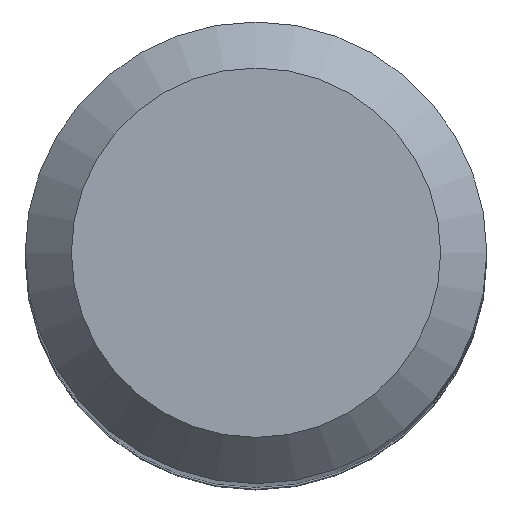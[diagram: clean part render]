
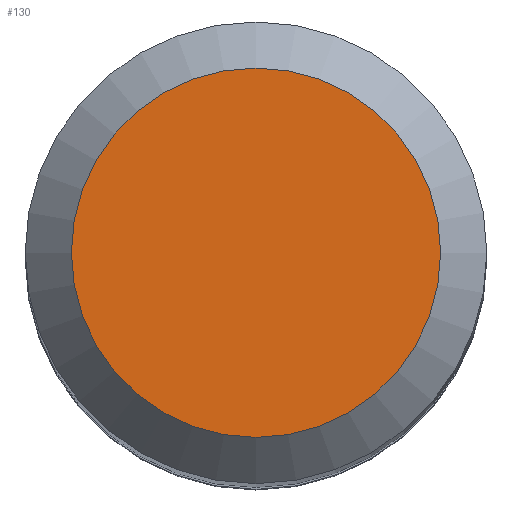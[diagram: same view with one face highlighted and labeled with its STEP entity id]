
A CAD part, top view. The second image highlights one B-rep face of the part: STEP entity #130.
In plain terms, the highlighted planar face has unit normal (0, 0, 1).
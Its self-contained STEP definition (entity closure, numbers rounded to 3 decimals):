
#5 = PLANE ( 'NONE',  #78 ) ;
#21 = CARTESIAN_POINT ( 'NONE',  ( 0., 0., 80. ) ) ;
#48 = EDGE_LOOP ( 'NONE', ( #145 ) ) ;
#78 = AXIS2_PLACEMENT_3D ( 'NONE', #21, #141, #194 ) ;
#84 = AXIS2_PLACEMENT_3D ( 'NONE', #137, #225, #168 ) ;
#130 = ADVANCED_FACE ( 'NONE', ( #138 ), #5, .F. ) ;
#131 = VERTEX_POINT ( 'NONE', #226 ) ;
#137 = CARTESIAN_POINT ( 'NONE',  ( 0., 0., 80. ) ) ;
#138 = FACE_OUTER_BOUND ( 'NONE', #48, .T. ) ;
#141 = DIRECTION ( 'NONE',  ( 0., 0., -1. ) ) ;
#145 = ORIENTED_EDGE ( 'NONE', *, *, #163, .F. ) ;
#163 = EDGE_CURVE ( 'NONE', #131, #131, #232, .T. ) ;
#168 = DIRECTION ( 'NONE',  ( 0., 1., 0. ) ) ;
#194 = DIRECTION ( 'NONE',  ( 0., 1., 0. ) ) ;
#225 = DIRECTION ( 'NONE',  ( 0., 0., -1. ) ) ;
#226 = CARTESIAN_POINT ( 'NONE',  ( 0., 4., 80. ) ) ;
#232 = CIRCLE ( 'NONE', #84, 4. ) ;
